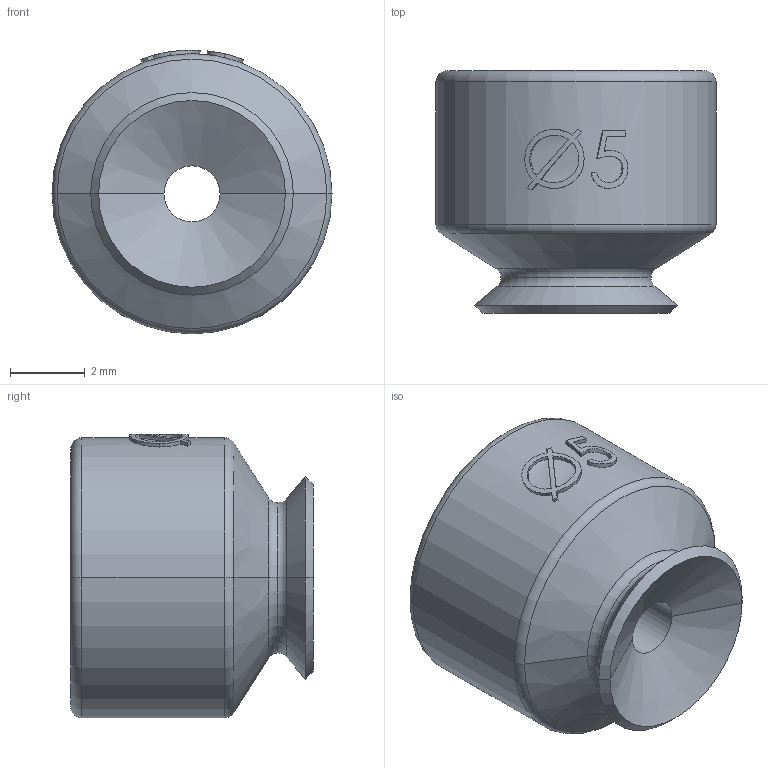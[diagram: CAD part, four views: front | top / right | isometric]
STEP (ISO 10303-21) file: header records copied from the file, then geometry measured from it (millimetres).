
FILE_DESCRIPTION(('STEP AP214'),'1');
FILE_NAME('COVAL_VPG5NBR.stp','2017-12-27T16:19:15',('TraceParts'),('TraceParts S.A.'),'Spatial InterOp 3D',' ',' ');
FILE_SCHEMA(('automotive_design'));
Length unit declared in the file: millimetre
Products named in the file (1): COVAL_VPG5NBR
Bounding box: 7.5 x 6.5 x 7.6 mm (x, y, z)
Volume: 144.9 mm3; surface area: 317.8 mm2
Topology: 1 solids, 1 shells, 71 faces, 168 edges, 104 vertices
Faces by surface type: bspline 30, torus 14, cylinder 12, cone 8, plane 7
Entity records: 5544 total; most frequent: CARTESIAN_POINT 3548, ORIENTED_EDGE 336, DIRECTION 216, EDGE_CURVE 168, VERTEX_POINT 104, AXIS2_PLACEMENT_3D 98, B_SPLINE_CURVE_WITH_KNOTS 92, EDGE_LOOP 78
